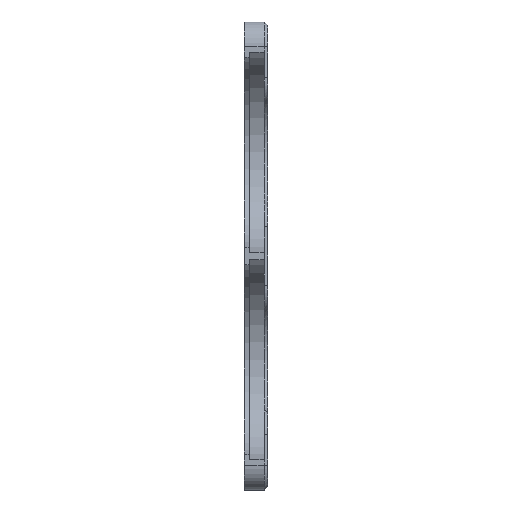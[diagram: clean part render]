
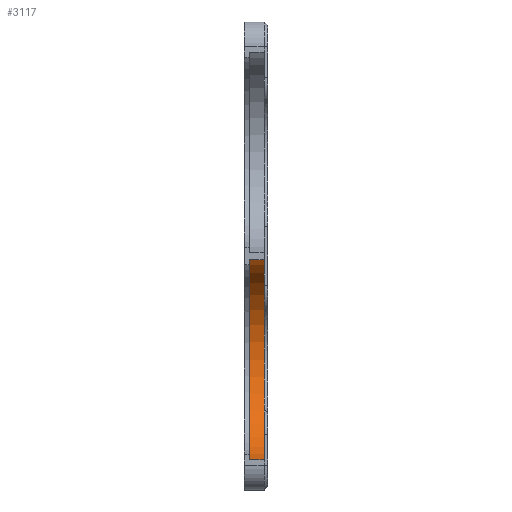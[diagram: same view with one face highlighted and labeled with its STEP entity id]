
A CAD part, left-side view. The second image highlights one B-rep face of the part: STEP entity #3117.
In plain terms, the highlighted cylindrical face has radius 12.23 mm (diameter 24.46 mm), a partial arc.
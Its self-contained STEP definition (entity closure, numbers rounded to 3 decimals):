
#75=CYLINDRICAL_SURFACE('',#3392,12.23);
#100=CIRCLE('',#3199,12.23);
#182=CIRCLE('',#3393,12.23);
#331=FACE_OUTER_BOUND('',#507,.T.);
#507=EDGE_LOOP('',(#2541,#2542,#2543,#2544));
#627=LINE('',#4562,#963);
#792=LINE('',#5043,#1128);
#963=VECTOR('',#3597,10.);
#1128=VECTOR('',#4104,10.);
#1263=VERTEX_POINT('',#4468);
#1264=VERTEX_POINT('',#4470);
#1302=VERTEX_POINT('',#4560);
#1447=VERTEX_POINT('',#5042);
#1557=EDGE_CURVE('',#1263,#1264,#100,.F.);
#1599=EDGE_CURVE('',#1263,#1302,#627,.T.);
#1839=EDGE_CURVE('',#1447,#1264,#792,.T.);
#1850=EDGE_CURVE('',#1447,#1302,#182,.T.);
#2541=ORIENTED_EDGE('',*,*,#1839,.T.);
#2542=ORIENTED_EDGE('',*,*,#1557,.F.);
#2543=ORIENTED_EDGE('',*,*,#1599,.T.);
#2544=ORIENTED_EDGE('',*,*,#1850,.F.);
#3117=ADVANCED_FACE('',(#331),#75,.F.);
#3199=AXIS2_PLACEMENT_3D('',#4471,#3530,#3531);
#3392=AXIS2_PLACEMENT_3D('',#5059,#4127,#4128);
#3393=AXIS2_PLACEMENT_3D('',#5060,#4129,#4130);
#3530=DIRECTION('center_axis',(0.,-1.,0.));
#3531=DIRECTION('ref_axis',(1.,0.,0.));
#3597=DIRECTION('',(0.,1.,0.));
#4104=DIRECTION('',(0.,-1.,0.));
#4127=DIRECTION('center_axis',(0.,1.,0.));
#4128=DIRECTION('ref_axis',(1.,0.,0.));
#4129=DIRECTION('center_axis',(0.,-1.,0.));
#4130=DIRECTION('ref_axis',(1.,0.,0.));
#4468=CARTESIAN_POINT('',(10.66,-0.6,-29.113));
#4470=CARTESIAN_POINT('',(10.66,-0.6,-53.286));
#4471=CARTESIAN_POINT('Origin',(12.53,-0.6,-41.199));
#4560=CARTESIAN_POINT('',(10.66,1.2,-29.113));
#4562=CARTESIAN_POINT('',(10.66,0.,-29.113));
#5042=CARTESIAN_POINT('',(10.66,1.2,-53.286));
#5043=CARTESIAN_POINT('',(10.66,0.,-53.286));
#5059=CARTESIAN_POINT('Origin',(12.53,0.,-41.199));
#5060=CARTESIAN_POINT('Origin',(12.53,1.2,-41.199));
